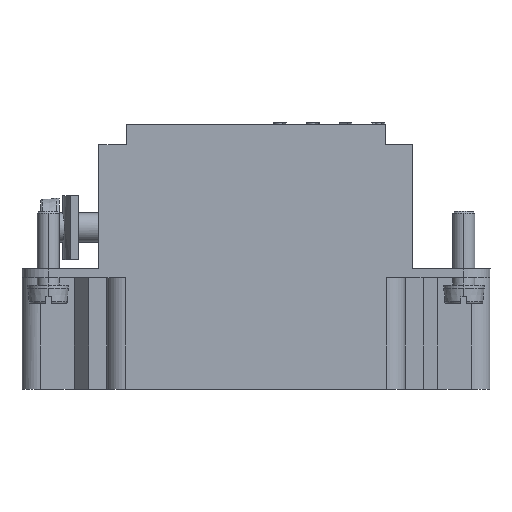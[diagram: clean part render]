
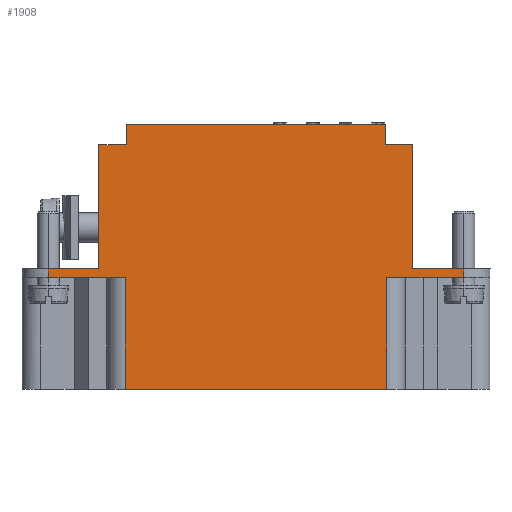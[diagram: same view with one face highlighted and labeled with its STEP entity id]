
A CAD part, front view. The second image highlights one B-rep face of the part: STEP entity #1908.
In plain terms, the highlighted planar face has unit normal (0, -1, 0).
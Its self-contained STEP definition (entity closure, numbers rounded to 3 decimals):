
#695=FACE_OUTER_BOUND('',#8004,.T.);
#1908=ADVANCED_FACE('',(#695),#3241,.F.);
#3241=PLANE('',#23376);
#4596=LINE('',#31151,#5985);
#4602=LINE('',#31169,#5991);
#4603=LINE('',#31171,#5992);
#4625=LINE('',#31298,#6014);
#4626=LINE('',#31301,#6015);
#4627=LINE('',#31303,#6016);
#4628=LINE('',#31305,#6017);
#4629=LINE('',#31307,#6018);
#4630=LINE('',#31309,#6019);
#4631=LINE('',#31311,#6020);
#4632=LINE('',#31318,#6021);
#4633=LINE('',#31320,#6022);
#4634=LINE('',#31322,#6023);
#4635=LINE('',#31329,#6024);
#4636=LINE('',#31331,#6025);
#4637=LINE('',#31333,#6026);
#4638=LINE('',#31335,#6027);
#4639=LINE('',#31337,#6028);
#4640=LINE('',#31339,#6029);
#4641=LINE('',#31340,#6030);
#5985=VECTOR('',#24971,1.);
#5991=VECTOR('',#24985,1.);
#5992=VECTOR('',#24986,1.);
#6014=VECTOR('',#25050,1.);
#6015=VECTOR('',#25051,1.);
#6016=VECTOR('',#25052,1.);
#6017=VECTOR('',#25053,1.);
#6018=VECTOR('',#25054,1.);
#6019=VECTOR('',#25055,1.);
#6020=VECTOR('',#25056,1.);
#6021=VECTOR('',#25057,1.);
#6022=VECTOR('',#25058,1.);
#6023=VECTOR('',#25059,1.);
#6024=VECTOR('',#25060,1.);
#6025=VECTOR('',#25061,1.);
#6026=VECTOR('',#25062,1.);
#6027=VECTOR('',#25063,1.);
#6028=VECTOR('',#25064,1.);
#6029=VECTOR('',#25065,1.);
#6030=VECTOR('',#25066,1.);
#8004=EDGE_LOOP('',(#10039,#10040,#10041,#10042,#10043,#10044,#10045,#10046,
#10047,#10048,#10049,#10050,#10051,#10052,#10053,#10054,#10055,#10056,#10057,
#10058,#10059,#10060));
#10039=ORIENTED_EDGE('',*,*,#18778,.F.);
#10040=ORIENTED_EDGE('',*,*,#18779,.F.);
#10041=ORIENTED_EDGE('',*,*,#18780,.F.);
#10042=ORIENTED_EDGE('',*,*,#18781,.T.);
#10043=ORIENTED_EDGE('',*,*,#18782,.T.);
#10044=ORIENTED_EDGE('',*,*,#18783,.T.);
#10045=ORIENTED_EDGE('',*,*,#18784,.T.);
#10046=ORIENTED_EDGE('',*,*,#18785,.T.);
#10047=ORIENTED_EDGE('',*,*,#18786,.T.);
#10048=ORIENTED_EDGE('',*,*,#18787,.F.);
#10049=ORIENTED_EDGE('',*,*,#18788,.F.);
#10050=ORIENTED_EDGE('',*,*,#18789,.F.);
#10051=ORIENTED_EDGE('',*,*,#18790,.T.);
#10052=ORIENTED_EDGE('',*,*,#18791,.F.);
#10053=ORIENTED_EDGE('',*,*,#18792,.F.);
#10054=ORIENTED_EDGE('',*,*,#18793,.T.);
#10055=ORIENTED_EDGE('',*,*,#18794,.T.);
#10056=ORIENTED_EDGE('',*,*,#18795,.F.);
#10057=ORIENTED_EDGE('',*,*,#18719,.F.);
#10058=ORIENTED_EDGE('',*,*,#18729,.F.);
#10059=ORIENTED_EDGE('',*,*,#18728,.F.);
#10060=ORIENTED_EDGE('',*,*,#18796,.T.);
#16496=VERTEX_POINT('',#31149);
#16498=VERTEX_POINT('',#31152);
#16505=VERTEX_POINT('',#31168);
#16506=VERTEX_POINT('',#31170);
#16553=VERTEX_POINT('',#31299);
#16554=VERTEX_POINT('',#31300);
#16555=VERTEX_POINT('',#31302);
#16556=VERTEX_POINT('',#31304);
#16557=VERTEX_POINT('',#31306);
#16558=VERTEX_POINT('',#31308);
#16559=VERTEX_POINT('',#31310);
#16560=VERTEX_POINT('',#31312);
#16561=VERTEX_POINT('',#31317);
#16562=VERTEX_POINT('',#31319);
#16563=VERTEX_POINT('',#31321);
#16564=VERTEX_POINT('',#31323);
#16565=VERTEX_POINT('',#31328);
#16566=VERTEX_POINT('',#31330);
#16567=VERTEX_POINT('',#31332);
#16568=VERTEX_POINT('',#31334);
#16569=VERTEX_POINT('',#31336);
#16570=VERTEX_POINT('',#31338);
#18719=EDGE_CURVE('',#16496,#16498,#4596,.T.);
#18728=EDGE_CURVE('',#16505,#16506,#4602,.T.);
#18729=EDGE_CURVE('',#16506,#16496,#4603,.T.);
#18778=EDGE_CURVE('',#16553,#16554,#4625,.T.);
#18779=EDGE_CURVE('',#16555,#16553,#4626,.T.);
#18780=EDGE_CURVE('',#16556,#16555,#4627,.T.);
#18781=EDGE_CURVE('',#16556,#16557,#4628,.T.);
#18782=EDGE_CURVE('',#16557,#16558,#4629,.T.);
#18783=EDGE_CURVE('',#16558,#16559,#4630,.T.);
#18784=EDGE_CURVE('',#16559,#16560,#4631,.T.);
#18785=EDGE_CURVE('',#16560,#16561,#21748,.T.);
#18786=EDGE_CURVE('',#16561,#16562,#4632,.T.);
#18787=EDGE_CURVE('',#16563,#16562,#4633,.T.);
#18788=EDGE_CURVE('',#16564,#16563,#4634,.T.);
#18789=EDGE_CURVE('',#16565,#16564,#21749,.T.);
#18790=EDGE_CURVE('',#16565,#16566,#4635,.T.);
#18791=EDGE_CURVE('',#16567,#16566,#4636,.T.);
#18792=EDGE_CURVE('',#16568,#16567,#4637,.T.);
#18793=EDGE_CURVE('',#16568,#16569,#4638,.T.);
#18794=EDGE_CURVE('',#16569,#16570,#4639,.T.);
#18795=EDGE_CURVE('',#16498,#16570,#4640,.T.);
#18796=EDGE_CURVE('',#16505,#16554,#4641,.T.);
#21748=B_SPLINE_CURVE_WITH_KNOTS('',3,(#31313,#31314,#31315,#31316),
 .UNSPECIFIED.,.F.,.F.,(4,4),(0.,1.),.UNSPECIFIED.);
#21749=B_SPLINE_CURVE_WITH_KNOTS('',3,(#31324,#31325,#31326,#31327),
 .UNSPECIFIED.,.F.,.F.,(4,4),(0.,1.),.UNSPECIFIED.);
#23376=AXIS2_PLACEMENT_3D('',#31341,#25067,#25068);
#24971=DIRECTION('',(0.,0.,1.));
#24985=DIRECTION('',(1.,0.,0.));
#24986=DIRECTION('',(1.,0.,0.));
#25050=DIRECTION('',(-1.,0.,0.));
#25051=DIRECTION('',(-1.,0.,0.));
#25052=DIRECTION('',(-1.,0.,0.));
#25053=DIRECTION('',(0.,0.,-1.));
#25054=DIRECTION('',(1.,0.,0.));
#25055=DIRECTION('',(0.,0.,1.));
#25056=DIRECTION('',(1.,0.,0.));
#25057=DIRECTION('',(1.,0.,0.));
#25058=DIRECTION('',(0.,0.,-1.));
#25059=DIRECTION('',(1.,0.,0.));
#25060=DIRECTION('',(0.,0.,1.));
#25061=DIRECTION('',(1.,0.,0.));
#25062=DIRECTION('',(0.,0.,-1.));
#25063=DIRECTION('',(-1.,0.,0.));
#25064=DIRECTION('',(0.,0.,-1.));
#25065=DIRECTION('',(1.,0.,0.));
#25066=DIRECTION('',(0.,0.,-1.));
#25067=DIRECTION('',(0.,1.,0.));
#25068=DIRECTION('',(-0.368,0.,0.93));
#31149=CARTESIAN_POINT('',(0.185,9.354,21.363));
#31151=CARTESIAN_POINT('',(0.185,9.354,20.163));
#31152=CARTESIAN_POINT('',(0.185,9.354,38.263));
#31168=CARTESIAN_POINT('',(-6.65,9.354,21.363));
#31169=CARTESIAN_POINT('',(-2.823,9.354,21.363));
#31170=CARTESIAN_POINT('',(-4.215,9.354,21.363));
#31171=CARTESIAN_POINT('',(-6.65,9.354,21.363));
#31298=CARTESIAN_POINT('',(-1.532,9.354,20.163));
#31299=CARTESIAN_POINT('',(-4.215,9.354,20.163));
#31300=CARTESIAN_POINT('',(-6.65,9.354,20.163));
#31301=CARTESIAN_POINT('',(-6.65,9.354,20.163));
#31302=CARTESIAN_POINT('',(0.185,9.354,20.163));
#31303=CARTESIAN_POINT('',(0.185,9.354,20.163));
#31304=CARTESIAN_POINT('',(3.8,9.354,20.163));
#31305=CARTESIAN_POINT('',(3.8,9.354,5.013));
#31306=CARTESIAN_POINT('',(3.8,9.354,5.013));
#31307=CARTESIAN_POINT('',(21.55,9.354,5.013));
#31308=CARTESIAN_POINT('',(39.3,9.354,5.013));
#31309=CARTESIAN_POINT('',(39.3,9.354,30.763));
#31310=CARTESIAN_POINT('',(39.3,9.354,20.163));
#31311=CARTESIAN_POINT('',(39.15,9.354,20.163));
#31312=CARTESIAN_POINT('',(42.88,9.354,20.163));
#31313=CARTESIAN_POINT('',(42.88,9.354,20.163));
#31314=CARTESIAN_POINT('',(44.247,9.354,20.163));
#31315=CARTESIAN_POINT('',(45.613,9.354,20.163));
#31316=CARTESIAN_POINT('',(46.98,9.354,20.163));
#31317=CARTESIAN_POINT('',(46.98,9.354,20.163));
#31318=CARTESIAN_POINT('',(46.98,9.354,20.163));
#31319=CARTESIAN_POINT('',(49.75,9.354,20.163));
#31320=CARTESIAN_POINT('',(49.75,9.354,19.852));
#31321=CARTESIAN_POINT('',(49.75,9.354,21.363));
#31322=CARTESIAN_POINT('',(49.75,9.354,21.363));
#31323=CARTESIAN_POINT('',(46.98,9.354,21.363));
#31324=CARTESIAN_POINT('',(42.88,9.354,21.363));
#31325=CARTESIAN_POINT('',(44.247,9.354,21.363));
#31326=CARTESIAN_POINT('',(45.613,9.354,21.363));
#31327=CARTESIAN_POINT('',(46.98,9.354,21.363));
#31328=CARTESIAN_POINT('',(42.88,9.354,21.363));
#31329=CARTESIAN_POINT('',(42.88,9.354,5.391));
#31330=CARTESIAN_POINT('',(42.88,9.354,38.263));
#31331=CARTESIAN_POINT('',(39.15,9.354,38.263));
#31332=CARTESIAN_POINT('',(39.15,9.354,38.263));
#31333=CARTESIAN_POINT('',(39.15,9.354,41.013));
#31334=CARTESIAN_POINT('',(39.15,9.354,41.013));
#31335=CARTESIAN_POINT('',(21.55,9.354,41.013));
#31336=CARTESIAN_POINT('',(3.95,9.354,41.013));
#31337=CARTESIAN_POINT('',(3.95,9.354,20.013));
#31338=CARTESIAN_POINT('',(3.95,9.354,38.263));
#31339=CARTESIAN_POINT('',(3.95,9.354,38.263));
#31340=CARTESIAN_POINT('',(-6.65,9.354,19.852));
#31341=CARTESIAN_POINT('',(-2.823,9.354,19.852));
